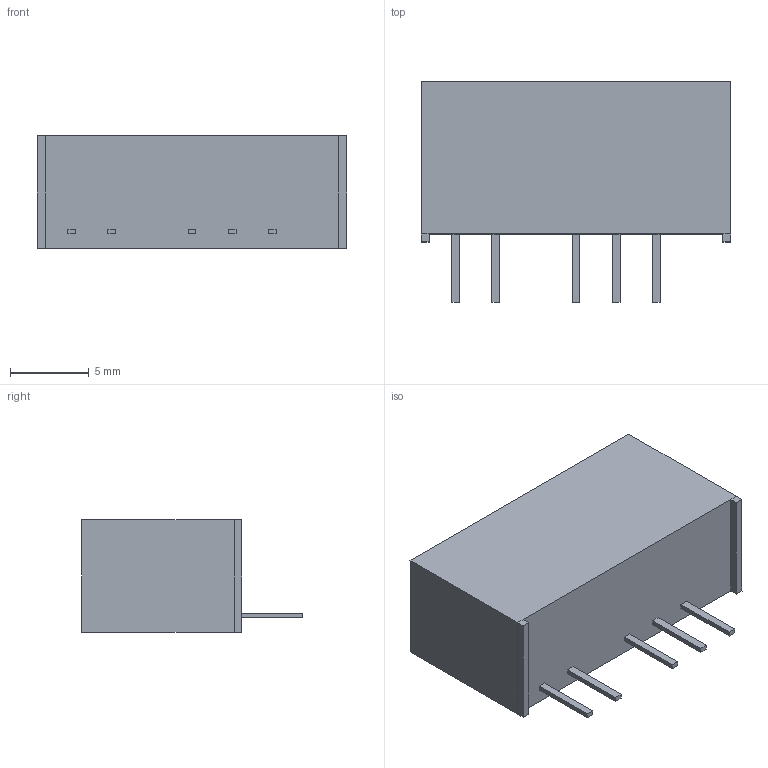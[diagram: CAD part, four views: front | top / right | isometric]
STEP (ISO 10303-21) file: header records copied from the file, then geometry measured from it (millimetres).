
FILE_DESCRIPTION(('FreeCAD Model'),'2;1');
FILE_NAME('PUD-D-2W.step', '2020-05-26T13:47:54',('Author'),(''), 'Open CASCADE STEP processor 7.2','FreeCAD','Unknown');
FILE_SCHEMA(('AUTOMOTIVE_DESIGN { 1 0 10303 214 1 1 1 1 }'));
Length unit declared in the file: millimetre
Products named in the file (6): pin_6; pin_1; pin_2; pin_4; pin_5; case
Bounding box: 19.6 x 13.95 x 7.1 mm (x, y, z)
Volume: 1348.3 mm3; surface area: 844.3 mm2
Topology: 6 solids, 6 shells, 46 faces, 94 edges, 60 vertices
Faces by surface type: plane 46
Entity records: 2508 total; most frequent: CARTESIAN_POINT 389, DIRECTION 376, LINE 282, VECTOR 282, ORIENTED_EDGE 188, PCURVE 188, DEFINITIONAL_REPRESENTATION 188, EDGE_CURVE 94
